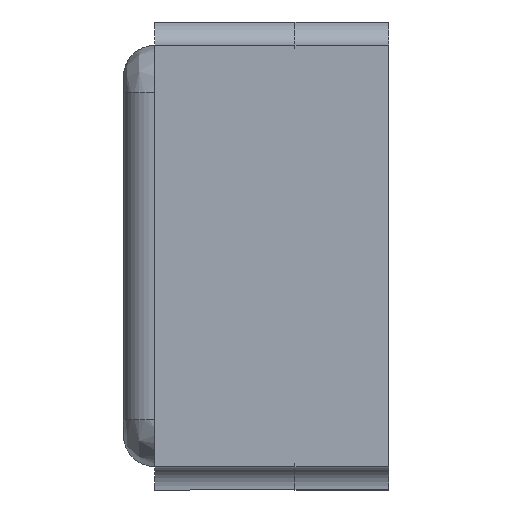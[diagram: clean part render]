
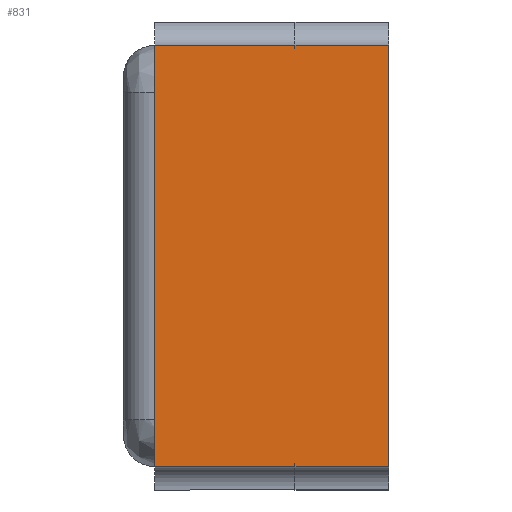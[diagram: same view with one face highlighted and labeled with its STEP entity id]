
A CAD part, left-side view. The second image highlights one B-rep face of the part: STEP entity #831.
In plain terms, the highlighted planar face has unit normal (-1, 0, 0).
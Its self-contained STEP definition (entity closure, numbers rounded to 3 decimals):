
#48 = DIRECTION ( 'NONE',  ( 0., 0., 1. ) ) ;
#64 = CARTESIAN_POINT ( 'NONE',  ( -1.6, 0.75, 0.675 ) ) ;
#99 = EDGE_LOOP ( 'NONE', ( #1202, #1729, #1511, #1561, #739, #1868 ) ) ;
#235 = DIRECTION ( 'NONE',  ( 0., 1., 0. ) ) ;
#237 = DIRECTION ( 'NONE',  ( 0., 1., 0. ) ) ;
#318 = LINE ( 'NONE', #1036, #391 ) ;
#321 = VECTOR ( 'NONE', #433, 1000. ) ;
#350 = DIRECTION ( 'NONE',  ( 1., 0., 0. ) ) ;
#379 = CARTESIAN_POINT ( 'NONE',  ( -1.6, 0.75, -0.675 ) ) ;
#391 = VECTOR ( 'NONE', #48, 1000. ) ;
#396 = LINE ( 'NONE', #379, #1197 ) ;
#419 = FACE_OUTER_BOUND ( 'NONE', #99, .T. ) ;
#433 = DIRECTION ( 'NONE',  ( 0., 1., 0. ) ) ;
#444 = EDGE_CURVE ( 'NONE', #1450, #2042, #1647, .T. ) ;
#516 = DIRECTION ( 'NONE',  ( 0., 0., -1. ) ) ;
#588 = CARTESIAN_POINT ( 'NONE',  ( -1.6, 0.75, -0.675 ) ) ;
#665 = VECTOR ( 'NONE', #760, 1000. ) ;
#674 = CARTESIAN_POINT ( 'NONE',  ( -1.6, 0.3, 0.675 ) ) ;
#739 = ORIENTED_EDGE ( 'NONE', *, *, #444, .F. ) ;
#760 = DIRECTION ( 'NONE',  ( 0., 0., -1. ) ) ;
#772 = VECTOR ( 'NONE', #1833, 1000. ) ;
#831 = ADVANCED_FACE ( 'NONE', ( #419 ), #1810, .F. ) ;
#856 = CARTESIAN_POINT ( 'NONE',  ( -1.6, 0.75, 0.75 ) ) ;
#873 = CARTESIAN_POINT ( 'NONE',  ( -1.6, 0., -0.675 ) ) ;
#934 = EDGE_CURVE ( 'NONE', #1790, #1964, #1524, .T. ) ;
#959 = CARTESIAN_POINT ( 'NONE',  ( -1.6, 0., 0.675 ) ) ;
#1036 = CARTESIAN_POINT ( 'NONE',  ( -1.6, 0.75, 0. ) ) ;
#1095 = CARTESIAN_POINT ( 'NONE',  ( -1.6, 0., 0.75 ) ) ;
#1098 = EDGE_CURVE ( 'NONE', #1964, #1450, #1350, .T. ) ;
#1158 = CARTESIAN_POINT ( 'NONE',  ( -1.6, 0.75, -0.675 ) ) ;
#1197 = VECTOR ( 'NONE', #237, 1000. ) ;
#1202 = ORIENTED_EDGE ( 'NONE', *, *, #934, .F. ) ;
#1350 = LINE ( 'NONE', #1095, #665 ) ;
#1450 = VERTEX_POINT ( 'NONE', #873 ) ;
#1511 = ORIENTED_EDGE ( 'NONE', *, *, #1960, .F. ) ;
#1524 = LINE ( 'NONE', #64, #772 ) ;
#1544 = EDGE_CURVE ( 'NONE', #2042, #1777, #396, .T. ) ;
#1561 = ORIENTED_EDGE ( 'NONE', *, *, #1544, .F. ) ;
#1616 = VECTOR ( 'NONE', #235, 1000. ) ;
#1647 = LINE ( 'NONE', #588, #1616 ) ;
#1665 = EDGE_CURVE ( 'NONE', #1790, #1888, #2046, .T. ) ;
#1689 = CARTESIAN_POINT ( 'NONE',  ( -1.6, 0.3, -0.675 ) ) ;
#1729 = ORIENTED_EDGE ( 'NONE', *, *, #1665, .T. ) ;
#1777 = VERTEX_POINT ( 'NONE', #1158 ) ;
#1790 = VERTEX_POINT ( 'NONE', #674 ) ;
#1810 = PLANE ( 'NONE',  #2033 ) ;
#1817 = CARTESIAN_POINT ( 'NONE',  ( -1.6, 0., 0.675 ) ) ;
#1833 = DIRECTION ( 'NONE',  ( 0., -1., 0. ) ) ;
#1868 = ORIENTED_EDGE ( 'NONE', *, *, #1098, .F. ) ;
#1888 = VERTEX_POINT ( 'NONE', #1963 ) ;
#1960 = EDGE_CURVE ( 'NONE', #1777, #1888, #318, .T. ) ;
#1963 = CARTESIAN_POINT ( 'NONE',  ( -1.6, 0.75, 0.675 ) ) ;
#1964 = VERTEX_POINT ( 'NONE', #1817 ) ;
#2033 = AXIS2_PLACEMENT_3D ( 'NONE', #856, #350, #516 ) ;
#2042 = VERTEX_POINT ( 'NONE', #1689 ) ;
#2046 = LINE ( 'NONE', #959, #321 ) ;
